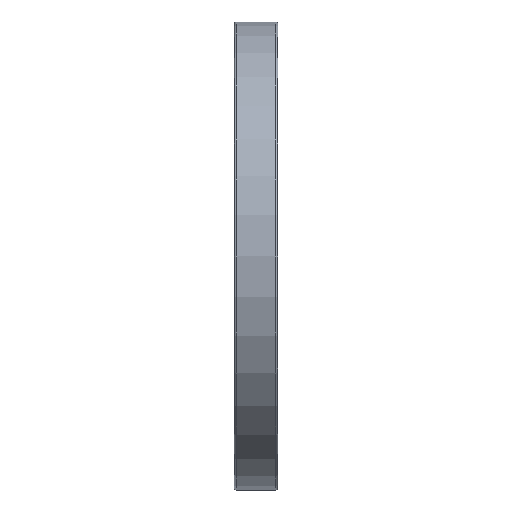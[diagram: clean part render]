
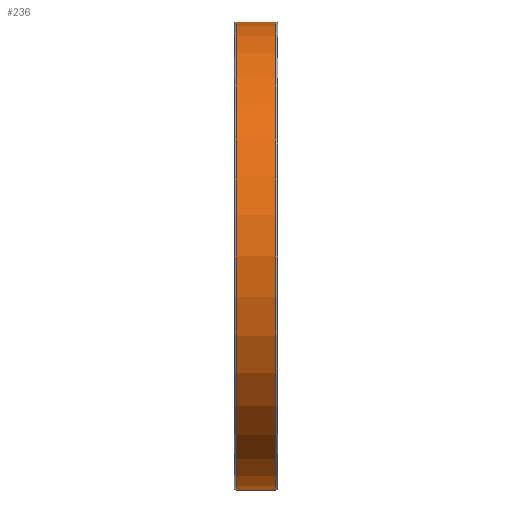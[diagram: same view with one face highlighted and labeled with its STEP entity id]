
A CAD part, front view. The second image highlights one B-rep face of the part: STEP entity #236.
In plain terms, the highlighted cylindrical face has radius 37.5 mm (diameter 75 mm), a partial arc.
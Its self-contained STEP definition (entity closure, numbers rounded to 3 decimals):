
#45 = FACE_OUTER_BOUND ( 'NONE', #612, .T. ) ;
#55 = AXIS2_PLACEMENT_3D ( 'NONE', #132, #375, #619 ) ;
#72 = EDGE_CURVE ( 'NONE', #727, #274, #378, .T. ) ;
#73 = CARTESIAN_POINT ( 'NONE',  ( 3.2, 0., -37.5 ) ) ;
#81 = DIRECTION ( 'NONE',  ( 1., 0., 0. ) ) ;
#113 = CARTESIAN_POINT ( 'NONE',  ( -20.637, 0., -37.5 ) ) ;
#125 = DIRECTION ( 'NONE',  ( 1., 0., 0. ) ) ;
#132 = CARTESIAN_POINT ( 'NONE',  ( -3.2, 0., 0. ) ) ;
#162 = ORIENTED_EDGE ( 'NONE', *, *, #359, .T. ) ;
#212 = DIRECTION ( 'NONE',  ( 0., 0., -1. ) ) ;
#236 = ADVANCED_FACE ( 'NONE', ( #45 ), #271, .T. ) ;
#271 = CYLINDRICAL_SURFACE ( 'NONE', #364, 37.5 ) ;
#274 = VERTEX_POINT ( 'NONE', #715 ) ;
#275 = CARTESIAN_POINT ( 'NONE',  ( -3.2, 0., -37.5 ) ) ;
#353 = ORIENTED_EDGE ( 'NONE', *, *, #529, .T. ) ;
#355 = DIRECTION ( 'NONE',  ( 1., 0., 0. ) ) ;
#359 = EDGE_CURVE ( 'NONE', #784, #492, #661, .T. ) ;
#364 = AXIS2_PLACEMENT_3D ( 'NONE', #524, #770, #212 ) ;
#370 = DIRECTION ( 'NONE',  ( 0., 0., -1. ) ) ;
#375 = DIRECTION ( 'NONE',  ( 1., 0., 0. ) ) ;
#378 = LINE ( 'NONE', #623, #616 ) ;
#388 = CIRCLE ( 'NONE', #55, 37.5 ) ;
#482 = EDGE_CURVE ( 'NONE', #274, #492, #504, .T. ) ;
#492 = VERTEX_POINT ( 'NONE', #73 ) ;
#504 = CIRCLE ( 'NONE', #710, 37.5 ) ;
#524 = CARTESIAN_POINT ( 'NONE',  ( -20.637, 0., 0. ) ) ;
#529 = EDGE_CURVE ( 'NONE', #727, #784, #388, .T. ) ;
#568 = ORIENTED_EDGE ( 'NONE', *, *, #72, .F. ) ;
#577 = CARTESIAN_POINT ( 'NONE',  ( -3.2, 0., 37.5 ) ) ;
#612 = EDGE_LOOP ( 'NONE', ( #568, #353, #162, #718 ) ) ;
#616 = VECTOR ( 'NONE', #81, 1000. ) ;
#619 = DIRECTION ( 'NONE',  ( 0., 0., -1. ) ) ;
#623 = CARTESIAN_POINT ( 'NONE',  ( -20.637, 0., 37.5 ) ) ;
#627 = VECTOR ( 'NONE', #355, 1000. ) ;
#661 = LINE ( 'NONE', #113, #627 ) ;
#676 = CARTESIAN_POINT ( 'NONE',  ( 3.2, 0., 0. ) ) ;
#710 = AXIS2_PLACEMENT_3D ( 'NONE', #676, #125, #370 ) ;
#715 = CARTESIAN_POINT ( 'NONE',  ( 3.2, 0., 37.5 ) ) ;
#718 = ORIENTED_EDGE ( 'NONE', *, *, #482, .F. ) ;
#727 = VERTEX_POINT ( 'NONE', #577 ) ;
#770 = DIRECTION ( 'NONE',  ( 1., 0., 0. ) ) ;
#784 = VERTEX_POINT ( 'NONE', #275 ) ;
